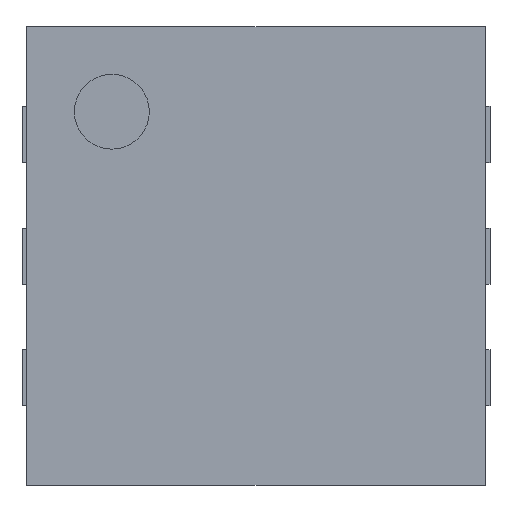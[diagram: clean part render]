
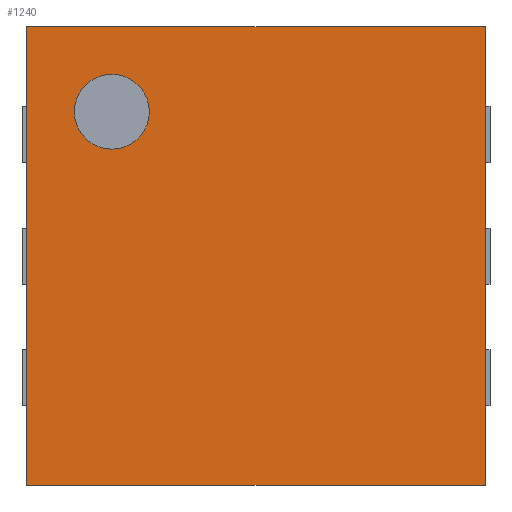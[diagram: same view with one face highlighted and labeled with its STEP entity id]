
A CAD part, top view. The second image highlights one B-rep face of the part: STEP entity #1240.
In plain terms, the highlighted planar face has unit normal (0, 0, 1).
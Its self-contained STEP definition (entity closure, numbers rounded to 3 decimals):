
#430 = VERTEX_POINT('',#431);
#431 = CARTESIAN_POINT('',(1.225,1.225,0.85));
#437 = EDGE_CURVE('',#430,#438,#440,.T.);
#438 = VERTEX_POINT('',#439);
#439 = CARTESIAN_POINT('',(1.225,-1.225,0.85));
#440 = LINE('',#441,#442);
#441 = CARTESIAN_POINT('',(1.225,1.225,0.85));
#442 = VECTOR('',#443,1.);
#443 = DIRECTION('',(0.,-1.,0.));
#529 = VERTEX_POINT('',#530);
#530 = CARTESIAN_POINT('',(-1.225,1.225,0.85));
#538 = EDGE_CURVE('',#529,#430,#539,.T.);
#539 = LINE('',#540,#541);
#540 = CARTESIAN_POINT('',(-1.225,1.225,0.85));
#541 = VECTOR('',#542,1.);
#542 = DIRECTION('',(1.,0.,0.));
#594 = EDGE_CURVE('',#529,#595,#597,.T.);
#595 = VERTEX_POINT('',#596);
#596 = CARTESIAN_POINT('',(-1.225,-1.225,0.85));
#597 = LINE('',#598,#599);
#598 = CARTESIAN_POINT('',(-1.225,1.225,0.85));
#599 = VECTOR('',#600,1.);
#600 = DIRECTION('',(0.,-1.,0.));
#1230 = EDGE_CURVE('',#595,#438,#1231,.T.);
#1231 = LINE('',#1232,#1233);
#1232 = CARTESIAN_POINT('',(-1.225,-1.225,0.85));
#1233 = VECTOR('',#1234,1.);
#1234 = DIRECTION('',(1.,0.,0.));
#1240 = ADVANCED_FACE('',(#1241,#1247),#1258,.T.);
#1241 = FACE_BOUND('',#1242,.T.);
#1242 = EDGE_LOOP('',(#1243,#1244,#1245,#1246));
#1243 = ORIENTED_EDGE('',*,*,#538,.F.);
#1244 = ORIENTED_EDGE('',*,*,#594,.T.);
#1245 = ORIENTED_EDGE('',*,*,#1230,.T.);
#1246 = ORIENTED_EDGE('',*,*,#437,.F.);
#1247 = FACE_BOUND('',#1248,.T.);
#1248 = EDGE_LOOP('',(#1249));
#1249 = ORIENTED_EDGE('',*,*,#1250,.T.);
#1250 = EDGE_CURVE('',#1251,#1251,#1253,.T.);
#1251 = VERTEX_POINT('',#1252);
#1252 = CARTESIAN_POINT('',(-0.77,0.57,0.85));
#1253 = CIRCLE('',#1254,0.2);
#1254 = AXIS2_PLACEMENT_3D('',#1255,#1256,#1257);
#1255 = CARTESIAN_POINT('',(-0.77,0.77,0.85));
#1256 = DIRECTION('',(0.,0.,-1.));
#1257 = DIRECTION('',(0.,-1.,0.));
#1258 = PLANE('',#1259);
#1259 = AXIS2_PLACEMENT_3D('',#1260,#1261,#1262);
#1260 = CARTESIAN_POINT('',(-1.225,1.225,0.85));
#1261 = DIRECTION('',(0.,0.,1.));
#1262 = DIRECTION('',(0.,-1.,0.));
